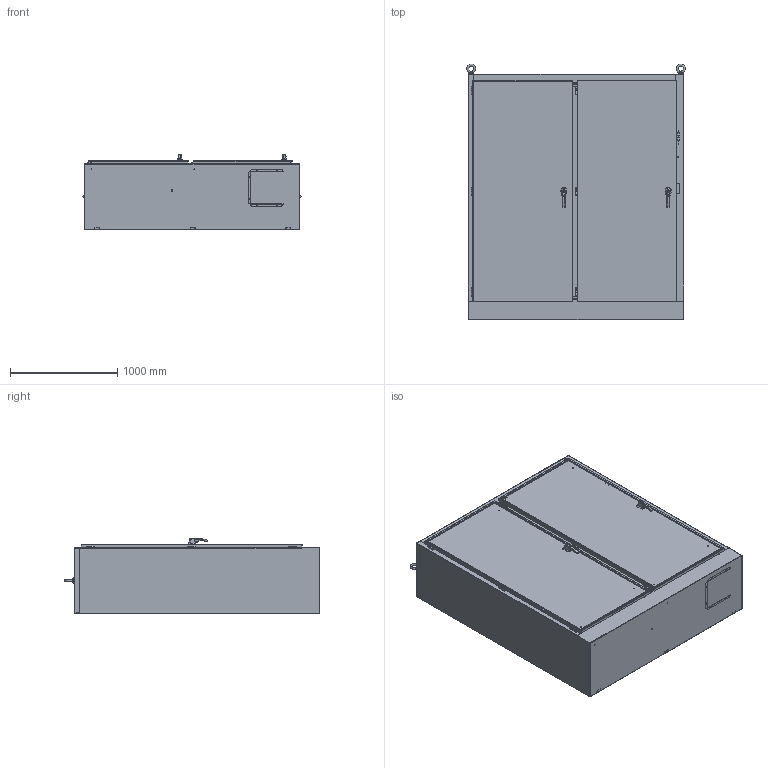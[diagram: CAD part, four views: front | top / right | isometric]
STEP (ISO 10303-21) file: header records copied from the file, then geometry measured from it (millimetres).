
FILE_DESCRIPTION (( 'STEP AP214' ), '1' );
FILE_NAME ('2UHD907924N4SS.STEP', '2019-07-26T20:05:24', ( '' ), ( '' ), 'SwSTEP 2.0', 'SolidWorks 2018', '' );
FILE_SCHEMA (( 'AUTOMOTIVE_DESIGN' ));
Length unit declared in the file: inch
Products named in the file (1): 2UHD907924N4SS
Bounding box: 2036.49 x 2382.38 x 697.62 mm (x, y, z)
Volume: 90925357.6 mm3; surface area: 42227403.9 mm2
Topology: 179 solids, 182 shells, 2743 faces, 6600 edges, 4247 vertices
Faces by surface type: plane 1598, cylinder 828, bspline 157, cone 144, torus 16
Full cylindrical faces by diameter (mm): 3.967 x4, 4.249 x2, 4.394 x2, 4.75 x2, 4.775 x2, 4.801 x2, 4.826 x4, 4.928 x1, 4.976 x8, 4.978 x3, 5.105 x6, 5.537 x8, 5.893 x2, 5.918 x2, 6.248 x6, 6.35 x36, 6.477 x3, 6.528 x8, 6.756 x1, 7.112 x8, 7.137 x12, 7.163 x1, 7.366 x2, 7.442 x6, 7.805 x8, 7.937 x7, 7.938 x4, 7.95 x16, 8.128 x2, 8.255 x2
Entity records: 133962 total; most frequent: CARTESIAN_POINT 35396, DIRECTION 12228, ORIENTED_EDGE 12194, EDGE_CURVE 6097, AXIS2_PLACEMENT_3D 4317, VERTEX_POINT 4218, EDGE_LOOP 3599, VECTOR 3594
